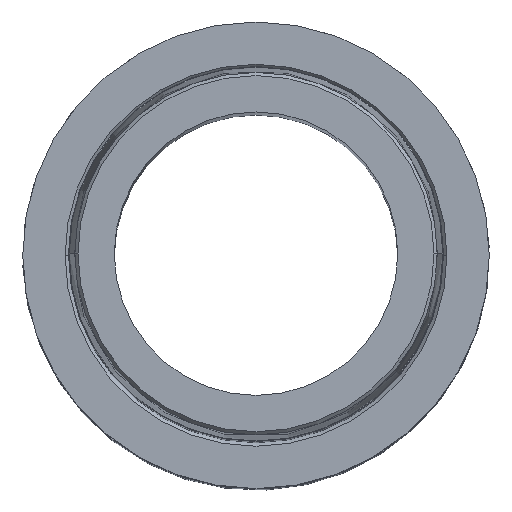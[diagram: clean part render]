
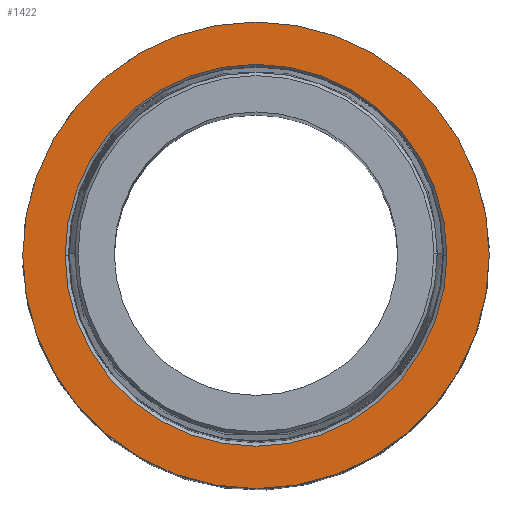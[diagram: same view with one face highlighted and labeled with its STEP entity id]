
A CAD part, top view. The second image highlights one B-rep face of the part: STEP entity #1422.
In plain terms, the highlighted planar face has unit normal (0, 0, 1).
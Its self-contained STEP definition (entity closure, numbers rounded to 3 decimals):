
#249 = DIRECTION ( 'NONE',  ( 1., 0., 0. ) ) ;
#250 = DIRECTION ( 'NONE',  ( 0., 0., 1. ) ) ;
#251 = AXIS2_PLACEMENT_3D ( 'NONE', #276, #250, #249 ) ;
#252 = CIRCLE ( 'NONE', #251, 10.843 ) ;
#276 = CARTESIAN_POINT ( 'NONE',  ( 0., 0., 0. ) ) ;
#308 = DIRECTION ( 'NONE',  ( 1., 0., 0. ) ) ;
#309 = DIRECTION ( 'NONE',  ( 0., 0., 1. ) ) ;
#310 = CARTESIAN_POINT ( 'NONE',  ( 0., 0., 0. ) ) ;
#311 = AXIS2_PLACEMENT_3D ( 'NONE', #310, #309, #308 ) ;
#313 = CIRCLE ( 'NONE', #311, 13.25 ) ;
#327 = CARTESIAN_POINT ( 'NONE',  ( 0., 13.25, 0. ) ) ;
#328 = PLANE ( 'NONE',  #334 ) ;
#332 = DIRECTION ( 'NONE',  ( -1., 0., 0. ) ) ;
#333 = DIRECTION ( 'NONE',  ( 0., 0., -1. ) ) ;
#334 = AXIS2_PLACEMENT_3D ( 'NONE', #327, #333, #332 ) ;
#340 = FACE_BOUND ( 'NONE', #1415, .T. ) ;
#341 = FACE_OUTER_BOUND ( 'NONE', #1443, .T. ) ;
#363 = CARTESIAN_POINT ( 'NONE',  ( 13.25, 0., 0. ) ) ;
#372 = DIRECTION ( 'NONE',  ( 1., 0., 0. ) ) ;
#373 = DIRECTION ( 'NONE',  ( 0., 0., 1. ) ) ;
#374 = CARTESIAN_POINT ( 'NONE',  ( 0., 0., 0. ) ) ;
#375 = AXIS2_PLACEMENT_3D ( 'NONE', #374, #373, #372 ) ;
#376 = CIRCLE ( 'NONE', #375, 13.25 ) ;
#391 = CARTESIAN_POINT ( 'NONE',  ( 10.843, 0., 0. ) ) ;
#394 = CARTESIAN_POINT ( 'NONE',  ( -10.843, 0., 0. ) ) ;
#403 = CARTESIAN_POINT ( 'NONE',  ( 0., 0., 0. ) ) ;
#422 = DIRECTION ( 'NONE',  ( 1., 0., 0. ) ) ;
#423 = DIRECTION ( 'NONE',  ( 0., 0., 1. ) ) ;
#424 = AXIS2_PLACEMENT_3D ( 'NONE', #403, #423, #422 ) ;
#425 = CIRCLE ( 'NONE', #424, 10.843 ) ;
#468 = CARTESIAN_POINT ( 'NONE',  ( -13.25, 0., 0. ) ) ;
#1402 = ORIENTED_EDGE ( 'NONE', *, *, #1403, .F. ) ;
#1403 = EDGE_CURVE ( 'NONE', #1518, #1515, #252, .T. ) ;
#1404 = ORIENTED_EDGE ( 'NONE', *, *, #1537, .F. ) ;
#1412 = ORIENTED_EDGE ( 'NONE', *, *, #1413, .T. ) ;
#1413 = EDGE_CURVE ( 'NONE', #1572, #1477, #313, .T. ) ;
#1414 = ORIENTED_EDGE ( 'NONE', *, *, #1479, .T. ) ;
#1415 = EDGE_LOOP ( 'NONE', ( #1402, #1404 ) ) ;
#1422 = ADVANCED_FACE ( 'NONE', ( #341, #340 ), #328, .F. ) ;
#1443 = EDGE_LOOP ( 'NONE', ( #1414, #1412 ) ) ;
#1477 = VERTEX_POINT ( 'NONE', #363 ) ;
#1479 = EDGE_CURVE ( 'NONE', #1477, #1572, #376, .T. ) ;
#1515 = VERTEX_POINT ( 'NONE', #394 ) ;
#1518 = VERTEX_POINT ( 'NONE', #391 ) ;
#1537 = EDGE_CURVE ( 'NONE', #1515, #1518, #425, .T. ) ;
#1572 = VERTEX_POINT ( 'NONE', #468 ) ;
